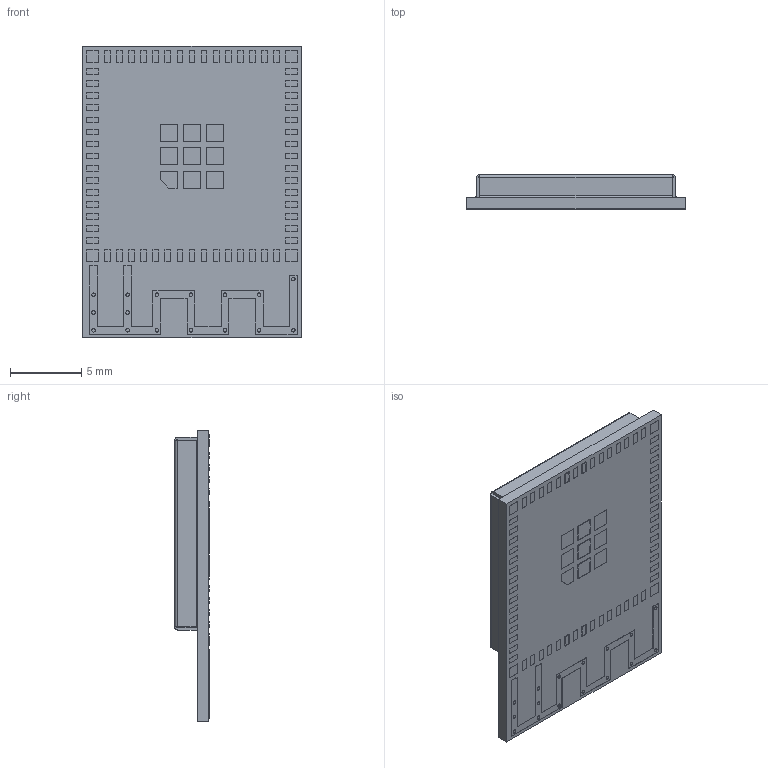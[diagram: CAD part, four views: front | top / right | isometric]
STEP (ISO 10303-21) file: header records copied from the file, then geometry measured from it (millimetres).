
FILE_DESCRIPTION(/* description */ ('STEP AP242'),/* implementation_level */ '2;1');
FILE_NAME(/* name */ 'ESP32-MINI.step',/* time_stamp */ '2024-11-21T14:59:47-05:00',/* author */ (''),/* organization */ (''),/* preprocessor_version */ 'ST-DEVELOPER v20',/* originating_system */ 'Autodesk Translation Framework v13.14.0.145',/* authorisation */ '');
FILE_SCHEMA (('AUTOMOTIVE_DESIGN { 1 0 10303 214 3 1 1 }'));
Length unit declared in the file: metre
Products named in the file (1): E9EB1E3F-C2AE-4070-B47E-EB804548E413
Bounding box: 15.4 x 2.42 x 20.5 mm (x, y, z)
Volume: 306.3 mm3; surface area: 1208.8 mm2
Topology: 1 solids, 1 shells, 557 faces, 2379 edges, 1945 vertices
Faces by surface type: plane 496, bspline 32, cylinder 29
Full cylindrical faces by diameter (mm): 0.25 x16, 0.5 x1
Entity records: 25941 total; most frequent: CARTESIAN_POINT 5474, ORIENTED_EDGE 4758, DIRECTION 3417, EDGE_CURVE 2379, LINE 2249, VECTOR 2249, VERTEX_POINT 1945, EDGE_LOOP 686
